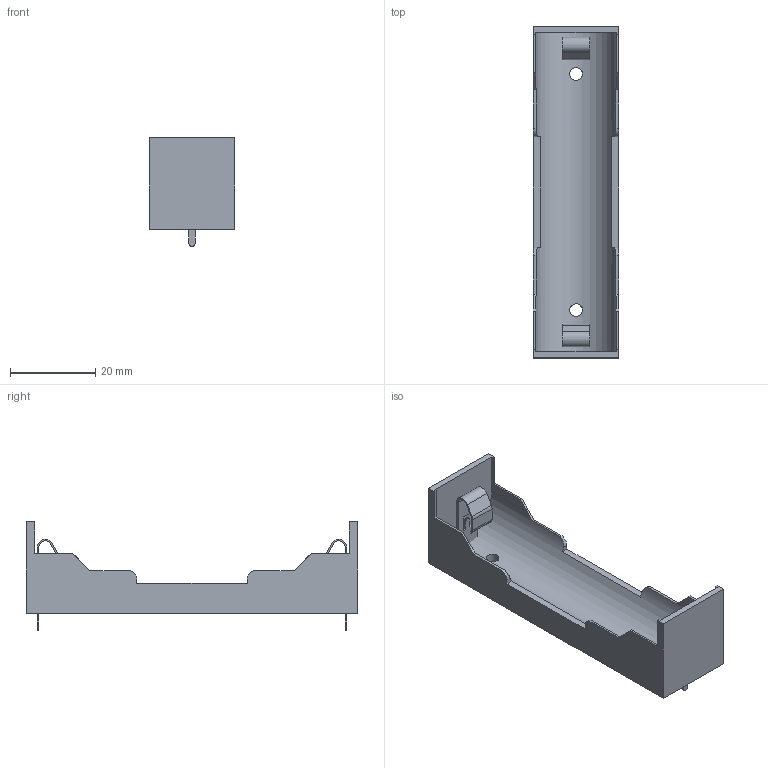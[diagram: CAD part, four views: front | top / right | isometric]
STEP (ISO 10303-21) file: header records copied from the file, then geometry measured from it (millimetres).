
FILE_DESCRIPTION(('STEP AP214'), '1');
FILE_NAME('Hold_18650-1', '', ('UNSPECIFIED'), ('UNSPECIFIED'), 'C3D Converter', 'C3D Toolkit', '');
FILE_SCHEMA(('AUTOMOTIVE_DESIGN { 1 0 10303 214 3 1 1}'));
Length unit declared in the file: millimetre
Assembly tree (3 placements, depth 2):
  (unnamed)
    (unnamed)
    (unnamed)  x2
Bounding box: 20 x 78 x 25.5 mm (x, y, z)
Volume: 7833.7 mm3; surface area: 7794.6 mm2
Topology: 3 solids, 3 shells, 134 faces, 336 edges, 208 vertices
Faces by surface type: plane 103, cylinder 31
Full cylindrical faces by diameter (mm): 3 x2
Entity records: 3054 total; most frequent: CARTESIAN_POINT 735, ORIENTED_EDGE 452, DIRECTION 436, EDGE_CURVE 226, LINE 180, VECTOR 180, VERTEX_POINT 144, AXIS2_PLACEMENT_3D 128
